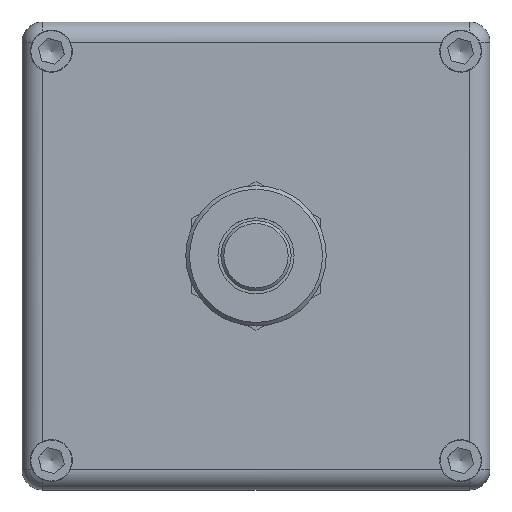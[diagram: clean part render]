
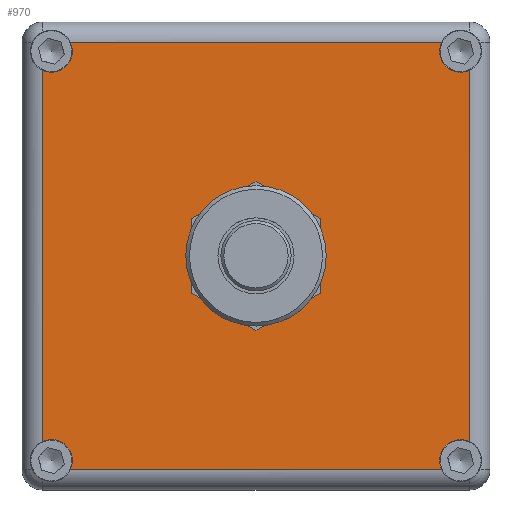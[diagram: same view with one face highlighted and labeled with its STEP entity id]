
A CAD part, top view. The second image highlights one B-rep face of the part: STEP entity #970.
In plain terms, the highlighted planar face has unit normal (0, 0, 1).
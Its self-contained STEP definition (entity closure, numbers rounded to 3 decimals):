
#123=CARTESIAN_POINT('',(-31.727,-36.5,7.5));
#124=VERTEX_POINT('',#123);
#146=CARTESIAN_POINT('',(-36.5,-31.727,7.5));
#147=VERTEX_POINT('',#146);
#148=CARTESIAN_POINT('',(-35.,-35.0,7.5));
#149=DIRECTION('',(0.0,0.0,-1.0));
#150=DIRECTION('',(1.0,0.0,0.0));
#151=AXIS2_PLACEMENT_3D('',#148,#149,#150);
#152=CIRCLE('',#151,3.6);
#153=EDGE_CURVE('',#147,#124,#152,.T.);
#248=CARTESIAN_POINT('',(-36.5,31.727,7.5));
#249=VERTEX_POINT('',#248);
#271=CARTESIAN_POINT('',(-31.727,36.5,7.5));
#272=VERTEX_POINT('',#271);
#273=CARTESIAN_POINT('',(-35.0,35.0,7.5));
#274=DIRECTION('',(0.0,0.0,-1.0));
#275=DIRECTION('',(1.0,0.0,0.0));
#276=AXIS2_PLACEMENT_3D('',#273,#274,#275);
#277=CIRCLE('',#276,3.6);
#278=EDGE_CURVE('',#272,#249,#277,.T.);
#392=CARTESIAN_POINT('',(36.5,31.727,7.5));
#393=VERTEX_POINT('',#392);
#428=CARTESIAN_POINT('',(31.727,36.5,7.5));
#429=VERTEX_POINT('',#428);
#449=CARTESIAN_POINT('',(35.0,35.,7.5));
#450=DIRECTION('',(0.0,0.0,-1.0));
#451=DIRECTION('',(1.0,0.0,0.0));
#452=AXIS2_PLACEMENT_3D('',#449,#450,#451);
#453=CIRCLE('',#452,3.6);
#454=EDGE_CURVE('',#393,#429,#453,.T.);
#498=CARTESIAN_POINT('',(36.5,-31.727,7.5));
#499=VERTEX_POINT('',#498);
#521=CARTESIAN_POINT('',(31.727,-36.5,7.5));
#522=VERTEX_POINT('',#521);
#523=CARTESIAN_POINT('',(35.0,-35.0,7.5));
#524=DIRECTION('',(0.0,0.0,-1.0));
#525=DIRECTION('',(1.0,0.0,0.0));
#526=AXIS2_PLACEMENT_3D('',#523,#524,#525);
#527=CIRCLE('',#526,3.6);
#528=EDGE_CURVE('',#522,#499,#527,.T.);
#681=CARTESIAN_POINT('',(36.5,31.727,7.5));
#682=DIRECTION('',(0.0,-1.0,0.0));
#683=VECTOR('',#682,63.455);
#684=LINE('',#681,#683);
#685=EDGE_CURVE('',#393,#499,#684,.T.);
#756=CARTESIAN_POINT('',(31.727,-36.5,7.5));
#757=DIRECTION('',(-1.0,0.0,0.0));
#758=VECTOR('',#757,63.455);
#759=LINE('',#756,#758);
#760=EDGE_CURVE('',#522,#124,#759,.T.);
#771=CARTESIAN_POINT('',(-36.5,-31.727,7.5));
#772=DIRECTION('',(0.0,1.0,0.0));
#773=VECTOR('',#772,63.455);
#774=LINE('',#771,#773);
#775=EDGE_CURVE('',#147,#249,#774,.T.);
#795=CARTESIAN_POINT('',(-31.727,36.5,7.5));
#796=DIRECTION('',(1.0,0.0,0.0));
#797=VECTOR('',#796,63.455);
#798=LINE('',#795,#797);
#799=EDGE_CURVE('',#272,#429,#798,.T.);
#944=CARTESIAN_POINT('',(0.0,0.,7.5));
#945=DIRECTION('',(0.0,0.0,1.0));
#946=DIRECTION('',(1.0,0.0,0.0));
#947=AXIS2_PLACEMENT_3D('',#944,#945,#946);
#948=PLANE('',#947);
#949=ORIENTED_EDGE('',*,*,#153,.T.);
#950=ORIENTED_EDGE('',*,*,#760,.F.);
#951=ORIENTED_EDGE('',*,*,#528,.T.);
#952=ORIENTED_EDGE('',*,*,#685,.F.);
#953=ORIENTED_EDGE('',*,*,#454,.T.);
#954=ORIENTED_EDGE('',*,*,#799,.F.);
#955=ORIENTED_EDGE('',*,*,#278,.T.);
#956=ORIENTED_EDGE('',*,*,#775,.F.);
#957=EDGE_LOOP('',(#949,#950,#951,#952,#953,#954,#955,#956));
#958=FACE_OUTER_BOUND('',#957,.T.);
#959=CARTESIAN_POINT('',(11.0,0.,7.5));
#960=VERTEX_POINT('',#959);
#961=CARTESIAN_POINT('',(0.0,0.0,7.5));
#962=DIRECTION('',(0.0,0.0,-1.0));
#963=DIRECTION('',(-1.0,0.0,0.0));
#964=AXIS2_PLACEMENT_3D('',#961,#962,#963);
#965=CIRCLE('',#964,11.0);
#966=EDGE_CURVE('',#960,#960,#965,.T.);
#967=ORIENTED_EDGE('',*,*,#966,.T.);
#968=EDGE_LOOP('',(#967));
#969=FACE_BOUND('',#968,.T.);
#970=ADVANCED_FACE('',(#958,#969),#948,.T.);
